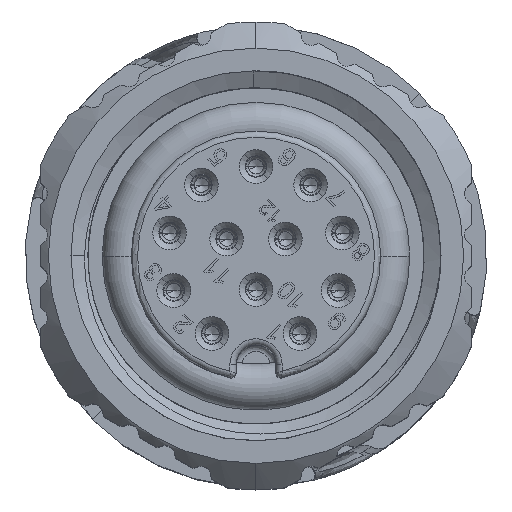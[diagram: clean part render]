
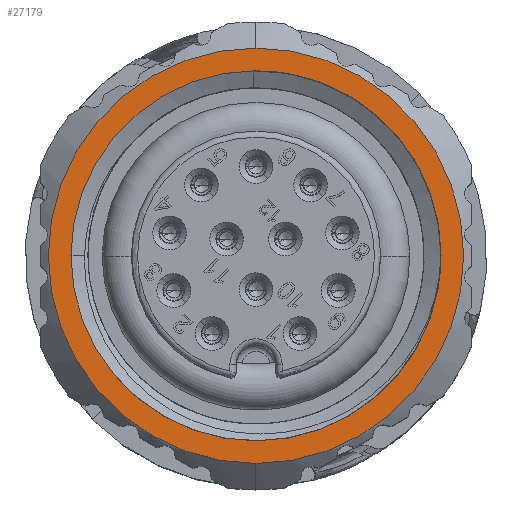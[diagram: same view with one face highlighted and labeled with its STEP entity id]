
A CAD part, top view. The second image highlights one B-rep face of the part: STEP entity #27179.
In plain terms, the highlighted planar face has unit normal (0, 0, 1).
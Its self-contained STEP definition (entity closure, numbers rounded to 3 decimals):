
#6440=CARTESIAN_POINT('',(0.,0.,0.));
#6441=DIRECTION('',(0.,0.,-1.));
#6442=DIRECTION('',(0.,1.,0.));
#6443=AXIS2_PLACEMENT_3D('',#6440,#6441,#6442);
#6445=CARTESIAN_POINT('',(0.,0.,0.));
#6446=DIRECTION('',(0.,0.,-1.));
#6447=DIRECTION('',(0.,-1.,0.));
#6448=AXIS2_PLACEMENT_3D('',#6445,#6446,#6447);
#6450=CARTESIAN_POINT('',(0.,0.,0.));
#6451=DIRECTION('',(0.,0.,1.));
#6452=DIRECTION('',(-1.,0.,0.));
#6453=AXIS2_PLACEMENT_3D('',#6450,#6451,#6452);
#6455=CARTESIAN_POINT('',(0.,0.,0.));
#6456=DIRECTION('',(0.,0.,1.));
#6457=DIRECTION('',(1.,0.,0.));
#6458=AXIS2_PLACEMENT_3D('',#6455,#6456,#6457);
#16903=CARTESIAN_POINT('',(0.,-6.75,0.));
#16904=VERTEX_POINT('',#16903);
#16905=CARTESIAN_POINT('',(0.,6.75,0.));
#16906=VERTEX_POINT('',#16905);
#16972=CARTESIAN_POINT('',(-6.015,0.,0.));
#16973=CARTESIAN_POINT('',(6.015,0.,0.));
#16974=VERTEX_POINT('',#16972);
#16975=VERTEX_POINT('',#16973);
#27164=CARTESIAN_POINT('',(0.,0.,0.));
#27165=DIRECTION('',(0.,0.,-1.));
#27166=DIRECTION('',(1.,0.,0.));
#27167=AXIS2_PLACEMENT_3D('',#27164,#27165,#27166);
#27168=PLANE('',#27167);
#27169=ORIENTED_EDGE('',*,*,#25834,.T.);
#27170=ORIENTED_EDGE('',*,*,#26359,.T.);
#27171=EDGE_LOOP('',(#27169,#27170));
#27172=FACE_OUTER_BOUND('',#27171,.F.);
#27174=ORIENTED_EDGE('',*,*,#27173,.T.);
#27176=ORIENTED_EDGE('',*,*,#27175,.T.);
#27177=EDGE_LOOP('',(#27174,#27176));
#27178=FACE_BOUND('',#27177,.F.);
#27179=ADVANCED_FACE('',(#27172,#27178),#27168,.F.);
#6444=CIRCLE('',#6443,6.75);
#6449=CIRCLE('',#6448,6.75);
#6454=CIRCLE('',#6453,6.015);
#6459=CIRCLE('',#6458,6.015);
#25834=EDGE_CURVE('',#16906,#16904,#6444,.T.);
#26359=EDGE_CURVE('',#16904,#16906,#6449,.T.);
#27173=EDGE_CURVE('',#16974,#16975,#6454,.T.);
#27175=EDGE_CURVE('',#16975,#16974,#6459,.T.);
